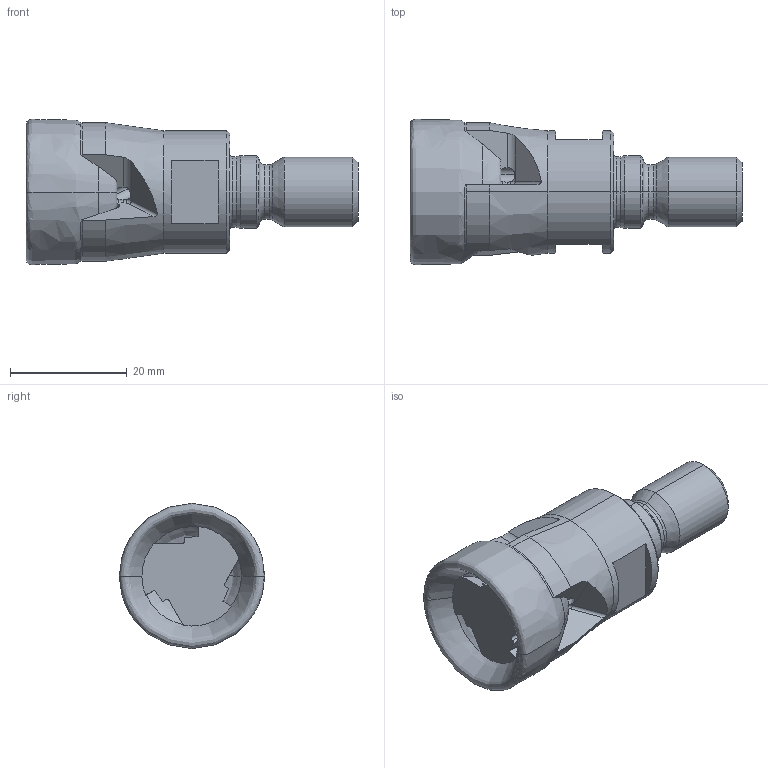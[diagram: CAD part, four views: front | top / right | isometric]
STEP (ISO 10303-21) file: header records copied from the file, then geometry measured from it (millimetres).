
FILE_DESCRIPTION (( 'STEP AP214' ), '1' );
FILE_NAME ('90ESF_25_M12_428_3.STEP', '2016-05-25T13:36:14', ( '' ), ( '' ), 'SwSTEP 2.0', 'SolidWorks 2016', '' );
FILE_SCHEMA (( 'AUTOMOTIVE_DESIGN' ));
Length unit declared in the file: millimetre
Products named in the file (1): 90ESF_25_M12_428_3
Bounding box: 56.99 x 24.94 x 24.94 mm (x, y, z)
Volume: 14200.6 mm3; surface area: 5003 mm2
Topology: 1 solids, 1 shells, 140 faces, 357 edges, 222 vertices
Faces by surface type: plane 52, cylinder 37, cone 24, bspline 16, torus 11
Entity records: 5630 total; most frequent: CARTESIAN_POINT 2324, ORIENTED_EDGE 710, DIRECTION 598, EDGE_CURVE 355, AXIS2_PLACEMENT_3D 239, VERTEX_POINT 222, EDGE_LOOP 145, ADVANCED_FACE 140
